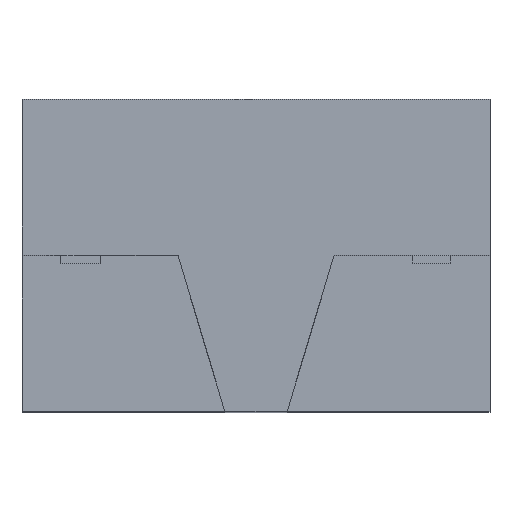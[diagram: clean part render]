
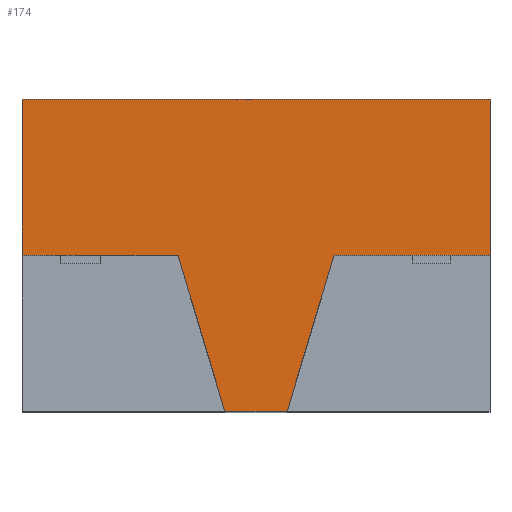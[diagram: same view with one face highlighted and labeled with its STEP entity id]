
A CAD part, top view. The second image highlights one B-rep face of the part: STEP entity #174.
In plain terms, the highlighted planar face has unit normal (0, 0, 1).
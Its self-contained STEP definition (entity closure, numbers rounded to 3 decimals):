
#31 = EDGE_CURVE ( 'NONE', #125, #341, #585, .T. ) ;
#62 = ORIENTED_EDGE ( 'NONE', *, *, #550, .T. ) ;
#66 = EDGE_LOOP ( 'NONE', ( #62, #790, #383, #185, #479, #907, #481, #295 ) ) ;
#70 = LINE ( 'NONE', #505, #1081 ) ;
#83 = VECTOR ( 'NONE', #245, 1000. ) ;
#88 = VECTOR ( 'NONE', #154, 1000. ) ;
#99 = VECTOR ( 'NONE', #315, 1000. ) ;
#125 = VERTEX_POINT ( 'NONE', #238 ) ;
#154 = DIRECTION ( 'NONE',  ( 1., 0., 0. ) ) ;
#160 = PLANE ( 'NONE',  #1166 ) ;
#163 = CARTESIAN_POINT ( 'NONE',  ( -150., 100., 300. ) ) ;
#166 = EDGE_CURVE ( 'NONE', #518, #171, #375, .T. ) ;
#171 = VERTEX_POINT ( 'NONE', #545 ) ;
#174 = ADVANCED_FACE ( 'NONE', ( #544 ), #160, .T. ) ;
#185 = ORIENTED_EDGE ( 'NONE', *, *, #1088, .F. ) ;
#218 = CARTESIAN_POINT ( 'NONE',  ( -20., -100., 300. ) ) ;
#238 = CARTESIAN_POINT ( 'NONE',  ( 50., 0., 300. ) ) ;
#245 = DIRECTION ( 'NONE',  ( 0.287, -0.958, 0. ) ) ;
#295 = ORIENTED_EDGE ( 'NONE', *, *, #708, .T. ) ;
#308 = CARTESIAN_POINT ( 'NONE',  ( 150., 100., 300. ) ) ;
#315 = DIRECTION ( 'NONE',  ( 1., 0., 0. ) ) ;
#318 = DIRECTION ( 'NONE',  ( 0., -1., 0. ) ) ;
#340 = LINE ( 'NONE', #1091, #83 ) ;
#341 = VERTEX_POINT ( 'NONE', #563 ) ;
#375 = LINE ( 'NONE', #163, #918 ) ;
#381 = VECTOR ( 'NONE', #520, 1000. ) ;
#383 = ORIENTED_EDGE ( 'NONE', *, *, #31, .T. ) ;
#424 = CARTESIAN_POINT ( 'NONE',  ( 20., -100., 300. ) ) ;
#447 = LINE ( 'NONE', #492, #1146 ) ;
#479 = ORIENTED_EDGE ( 'NONE', *, *, #943, .F. ) ;
#481 = ORIENTED_EDGE ( 'NONE', *, *, #639, .F. ) ;
#492 = CARTESIAN_POINT ( 'NONE',  ( -150., -100., 300. ) ) ;
#505 = CARTESIAN_POINT ( 'NONE',  ( 150., 100., 300. ) ) ;
#518 = VERTEX_POINT ( 'NONE', #963 ) ;
#520 = DIRECTION ( 'NONE',  ( 0.287, 0.958, 0. ) ) ;
#540 = DIRECTION ( 'NONE',  ( 0., 0., 1. ) ) ;
#544 = FACE_OUTER_BOUND ( 'NONE', #66, .T. ) ;
#545 = CARTESIAN_POINT ( 'NONE',  ( -150., 0., 300. ) ) ;
#546 = VERTEX_POINT ( 'NONE', #308 ) ;
#550 = EDGE_CURVE ( 'NONE', #588, #1198, #447, .T. ) ;
#563 = CARTESIAN_POINT ( 'NONE',  ( 150., 0., 300. ) ) ;
#585 = LINE ( 'NONE', #611, #88 ) ;
#586 = CARTESIAN_POINT ( 'NONE',  ( -150., 100., 300. ) ) ;
#588 = VERTEX_POINT ( 'NONE', #218 ) ;
#611 = CARTESIAN_POINT ( 'NONE',  ( 50., 0., 300. ) ) ;
#614 = CARTESIAN_POINT ( 'NONE',  ( -50., 0., 300. ) ) ;
#623 = VERTEX_POINT ( 'NONE', #688 ) ;
#629 = LINE ( 'NONE', #793, #381 ) ;
#630 = LINE ( 'NONE', #614, #1191 ) ;
#639 = EDGE_CURVE ( 'NONE', #623, #171, #630, .T. ) ;
#688 = CARTESIAN_POINT ( 'NONE',  ( -50., 0., 300. ) ) ;
#699 = LINE ( 'NONE', #586, #99 ) ;
#700 = DIRECTION ( 'NONE',  ( -1., 0., 0. ) ) ;
#708 = EDGE_CURVE ( 'NONE', #623, #588, #340, .T. ) ;
#790 = ORIENTED_EDGE ( 'NONE', *, *, #1201, .T. ) ;
#793 = CARTESIAN_POINT ( 'NONE',  ( 45.872, -13.761, 300. ) ) ;
#907 = ORIENTED_EDGE ( 'NONE', *, *, #166, .T. ) ;
#918 = VECTOR ( 'NONE', #1096, 1000. ) ;
#943 = EDGE_CURVE ( 'NONE', #518, #546, #699, .T. ) ;
#963 = CARTESIAN_POINT ( 'NONE',  ( -150., 100., 300. ) ) ;
#1008 = DIRECTION ( 'NONE',  ( 1., 0., 0. ) ) ;
#1063 = DIRECTION ( 'NONE',  ( 1., 0., 0. ) ) ;
#1081 = VECTOR ( 'NONE', #318, 1000. ) ;
#1088 = EDGE_CURVE ( 'NONE', #546, #341, #70, .T. ) ;
#1091 = CARTESIAN_POINT ( 'NONE',  ( -45.872, -13.761, 300. ) ) ;
#1096 = DIRECTION ( 'NONE',  ( 0., -1., 0. ) ) ;
#1102 = CARTESIAN_POINT ( 'NONE',  ( -150., 100., 300. ) ) ;
#1146 = VECTOR ( 'NONE', #1063, 1000. ) ;
#1166 = AXIS2_PLACEMENT_3D ( 'NONE', #1102, #540, #1008 ) ;
#1191 = VECTOR ( 'NONE', #700, 1000. ) ;
#1198 = VERTEX_POINT ( 'NONE', #424 ) ;
#1201 = EDGE_CURVE ( 'NONE', #1198, #125, #629, .T. ) ;
